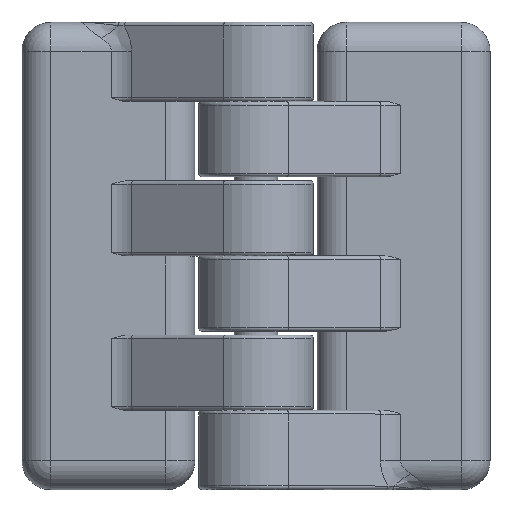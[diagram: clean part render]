
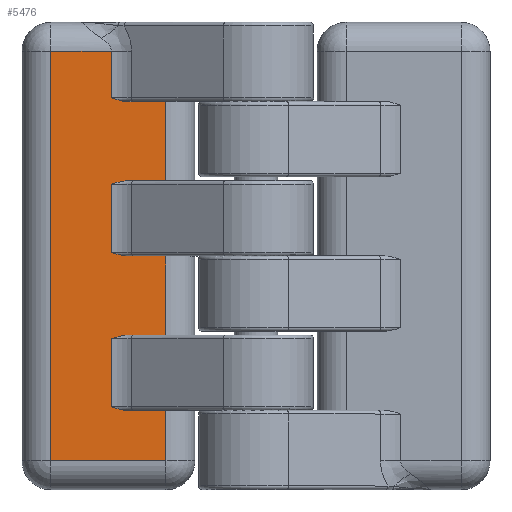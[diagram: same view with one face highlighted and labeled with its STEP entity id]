
A CAD part, top view. The second image highlights one B-rep face of the part: STEP entity #5476.
In plain terms, the highlighted planar face has unit normal (0, 0, 1).
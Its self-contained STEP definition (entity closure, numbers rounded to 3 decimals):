
#163=B_SPLINE_CURVE_WITH_KNOTS('',3,(#7824,#7825,#7826,#7827),
 .UNSPECIFIED.,.F.,.F.,(4,4),(0.,0.002),
 .UNSPECIFIED.);
#164=B_SPLINE_CURVE_WITH_KNOTS('',3,(#7852,#7853,#7854,#7855),
 .UNSPECIFIED.,.F.,.F.,(4,4),(0.,0.002),
 .UNSPECIFIED.);
#165=B_SPLINE_CURVE_WITH_KNOTS('',3,(#7861,#7862,#7863,#7864),
 .UNSPECIFIED.,.F.,.F.,(4,4),(0.,0.002),
 .UNSPECIFIED.);
#166=B_SPLINE_CURVE_WITH_KNOTS('',3,(#7871,#7872,#7873,#7874),
 .UNSPECIFIED.,.F.,.F.,(4,4),(0.,0.002),
 .UNSPECIFIED.);
#167=B_SPLINE_CURVE_WITH_KNOTS('',3,(#7877,#7878,#7879,#7880),
 .UNSPECIFIED.,.F.,.F.,(4,4),(0.,0.002),
 .UNSPECIFIED.);
#790=ORIENTED_EDGE('',*,*,#1792,.T.);
#791=ORIENTED_EDGE('',*,*,#1793,.T.);
#792=ORIENTED_EDGE('',*,*,#1734,.T.);
#793=ORIENTED_EDGE('',*,*,#1790,.T.);
#794=ORIENTED_EDGE('',*,*,#1794,.F.);
#795=ORIENTED_EDGE('',*,*,#1795,.T.);
#796=ORIENTED_EDGE('',*,*,#1796,.T.);
#797=ORIENTED_EDGE('',*,*,#1797,.T.);
#798=ORIENTED_EDGE('',*,*,#1729,.T.);
#799=ORIENTED_EDGE('',*,*,#1727,.T.);
#800=ORIENTED_EDGE('',*,*,#1726,.T.);
#801=ORIENTED_EDGE('',*,*,#1725,.T.);
#802=ORIENTED_EDGE('',*,*,#1770,.T.);
#803=ORIENTED_EDGE('',*,*,#1798,.T.);
#804=ORIENTED_EDGE('',*,*,#1799,.T.);
#805=ORIENTED_EDGE('',*,*,#1723,.T.);
#806=ORIENTED_EDGE('',*,*,#1778,.T.);
#807=ORIENTED_EDGE('',*,*,#1800,.F.);
#808=ORIENTED_EDGE('',*,*,#1783,.T.);
#1723=EDGE_CURVE('',#2255,#2254,#2609,.T.);
#1725=EDGE_CURVE('',#2168,#2251,#2610,.T.);
#1726=EDGE_CURVE('',#2171,#2168,#2611,.T.);
#1727=EDGE_CURVE('',#2244,#2171,#2612,.T.);
#1729=EDGE_CURVE('',#2256,#2244,#2614,.T.);
#1734=EDGE_CURVE('',#2261,#2260,#2617,.T.);
#1770=EDGE_CURVE('',#2251,#2285,#2637,.T.);
#1778=EDGE_CURVE('',#2254,#2291,#163,.F.);
#1783=EDGE_CURVE('',#2293,#2295,#2641,.T.);
#1790=EDGE_CURVE('',#2260,#2300,#164,.F.);
#1792=EDGE_CURVE('',#2295,#2301,#2643,.T.);
#1793=EDGE_CURVE('',#2301,#2261,#165,.T.);
#1794=EDGE_CURVE('',#2302,#2300,#2644,.T.);
#1795=EDGE_CURVE('',#2302,#2303,#2645,.T.);
#1796=EDGE_CURVE('',#2303,#2304,#2646,.T.);
#1797=EDGE_CURVE('',#2304,#2256,#166,.T.);
#1798=EDGE_CURVE('',#2285,#2305,#2647,.T.);
#1799=EDGE_CURVE('',#2305,#2255,#167,.T.);
#1800=EDGE_CURVE('',#2293,#2291,#2648,.T.);
#2168=VERTEX_POINT('',#7379);
#2171=VERTEX_POINT('',#7386);
#2244=VERTEX_POINT('',#7647);
#2251=VERTEX_POINT('',#7698);
#2254=VERTEX_POINT('',#7706);
#2255=VERTEX_POINT('',#7708);
#2256=VERTEX_POINT('',#7719);
#2260=VERTEX_POINT('',#7728);
#2261=VERTEX_POINT('',#7730);
#2285=VERTEX_POINT('',#7807);
#2291=VERTEX_POINT('',#7828);
#2293=VERTEX_POINT('',#7833);
#2295=VERTEX_POINT('',#7837);
#2300=VERTEX_POINT('',#7856);
#2301=VERTEX_POINT('',#7860);
#2302=VERTEX_POINT('',#7866);
#2303=VERTEX_POINT('',#7868);
#2304=VERTEX_POINT('',#7870);
#2305=VERTEX_POINT('',#7876);
#2609=LINE('',#7707,#2907);
#2610=LINE('',#7711,#2908);
#2611=LINE('',#7713,#2909);
#2612=LINE('',#7715,#2910);
#2614=LINE('',#7718,#2912);
#2617=LINE('',#7729,#2915);
#2637=LINE('',#7809,#2935);
#2641=LINE('',#7838,#2939);
#2643=LINE('',#7859,#2941);
#2644=LINE('',#7865,#2942);
#2645=LINE('',#7867,#2943);
#2646=LINE('',#7869,#2944);
#2647=LINE('',#7875,#2945);
#2648=LINE('',#7881,#2946);
#2907=VECTOR('',#6387,1000.);
#2908=VECTOR('',#6392,1000.);
#2909=VECTOR('',#6395,1000.);
#2910=VECTOR('',#6398,1000.);
#2912=VECTOR('',#6402,1000.);
#2915=VECTOR('',#6411,1000.);
#2935=VECTOR('',#6483,1000.);
#2939=VECTOR('',#6511,1000.);
#2941=VECTOR('',#6533,1000.);
#2942=VECTOR('',#6534,1000.);
#2943=VECTOR('',#6535,1000.);
#2944=VECTOR('',#6536,1000.);
#2945=VECTOR('',#6537,1000.);
#2946=VECTOR('',#6538,1000.);
#3200=EDGE_LOOP('',(#790,#791,#792,#793,#794,#795,#796,#797,#798,#799,#800,
#801,#802,#803,#804,#805,#806,#807,#808));
#3474=FACE_BOUND('',#3200,.T.);
#3701=PLANE('',#5793);
#5476=ADVANCED_FACE('',(#3474),#3701,.T.);
#5793=AXIS2_PLACEMENT_3D('',#7858,#6531,#6532);
#6387=DIRECTION('',(0.,1.,0.));
#6392=DIRECTION('',(1.,0.,0.));
#6395=DIRECTION('',(0.,-1.,0.));
#6398=DIRECTION('',(-1.,0.,0.));
#6402=DIRECTION('',(0.,1.,0.));
#6411=DIRECTION('',(0.,1.,0.));
#6483=DIRECTION('',(0.,1.,0.));
#6511=DIRECTION('',(0.,1.,0.));
#6531=DIRECTION('',(0.,0.,1.));
#6532=DIRECTION('',(1.,0.,0.));
#6533=DIRECTION('',(-1.,0.,0.));
#6534=DIRECTION('',(-1.,0.,0.));
#6535=DIRECTION('',(0.,1.,0.));
#6536=DIRECTION('',(-1.,0.,0.));
#6537=DIRECTION('',(-1.,0.,0.));
#6538=DIRECTION('',(-1.,0.,0.));
#7379=CARTESIAN_POINT('',(-8.,-28.45,14.));
#7386=CARTESIAN_POINT('',(-8.,28.45,14.));
#7647=CARTESIAN_POINT('',(0.388,28.45,14.));
#7698=CARTESIAN_POINT('',(8.,-28.45,14.));
#7706=CARTESIAN_POINT('',(0.388,-11.5,14.));
#7707=CARTESIAN_POINT('',(0.388,0.,14.));
#7708=CARTESIAN_POINT('',(0.388,-20.95,14.));
#7711=CARTESIAN_POINT('',(12.,-28.45,14.));
#7713=CARTESIAN_POINT('',(-8.,-32.45,14.));
#7715=CARTESIAN_POINT('',(-12.,28.45,14.));
#7718=CARTESIAN_POINT('',(0.388,0.,14.));
#7719=CARTESIAN_POINT('',(0.388,21.95,14.));
#7728=CARTESIAN_POINT('',(0.388,9.95,14.));
#7729=CARTESIAN_POINT('',(0.388,0.,14.));
#7730=CARTESIAN_POINT('',(0.388,0.5,14.));
#7807=CARTESIAN_POINT('',(8.,-21.45,14.));
#7809=CARTESIAN_POINT('',(8.,-21.45,14.));
#7824=CARTESIAN_POINT('',(2.68,-11.,14.));
#7825=CARTESIAN_POINT('',(1.89,-11.,14.));
#7826=CARTESIAN_POINT('',(1.134,-11.264,14.));
#7827=CARTESIAN_POINT('',(0.388,-11.5,14.));
#7828=CARTESIAN_POINT('',(2.68,-11.,14.));
#7833=CARTESIAN_POINT('',(8.,-11.,14.));
#7837=CARTESIAN_POINT('',(8.,0.,14.));
#7838=CARTESIAN_POINT('',(8.,0.,14.));
#7852=CARTESIAN_POINT('',(2.68,10.45,14.));
#7853=CARTESIAN_POINT('',(1.89,10.45,14.));
#7854=CARTESIAN_POINT('',(1.134,10.186,14.));
#7855=CARTESIAN_POINT('',(0.388,9.95,14.));
#7856=CARTESIAN_POINT('',(2.68,10.45,14.));
#7858=CARTESIAN_POINT('',(0.,0.,14.));
#7859=CARTESIAN_POINT('',(50.,0.,14.));
#7860=CARTESIAN_POINT('',(2.68,0.,14.));
#7861=CARTESIAN_POINT('',(2.68,0.,14.));
#7862=CARTESIAN_POINT('',(1.89,0.,14.));
#7863=CARTESIAN_POINT('',(1.134,0.264,14.));
#7864=CARTESIAN_POINT('',(0.388,0.5,14.));
#7865=CARTESIAN_POINT('',(50.,10.45,14.));
#7866=CARTESIAN_POINT('',(8.,10.45,14.));
#7867=CARTESIAN_POINT('',(8.,21.45,14.));
#7868=CARTESIAN_POINT('',(8.,21.45,14.));
#7869=CARTESIAN_POINT('',(50.,21.45,14.));
#7870=CARTESIAN_POINT('',(2.68,21.45,14.));
#7871=CARTESIAN_POINT('',(2.68,21.45,14.));
#7872=CARTESIAN_POINT('',(1.89,21.45,14.));
#7873=CARTESIAN_POINT('',(1.134,21.714,14.));
#7874=CARTESIAN_POINT('',(0.388,21.95,14.));
#7875=CARTESIAN_POINT('',(50.,-21.45,14.));
#7876=CARTESIAN_POINT('',(2.68,-21.45,14.));
#7877=CARTESIAN_POINT('',(2.68,-21.45,14.));
#7878=CARTESIAN_POINT('',(1.89,-21.45,14.));
#7879=CARTESIAN_POINT('',(1.134,-21.186,14.));
#7880=CARTESIAN_POINT('',(0.388,-20.95,14.));
#7881=CARTESIAN_POINT('',(50.,-11.,14.));
